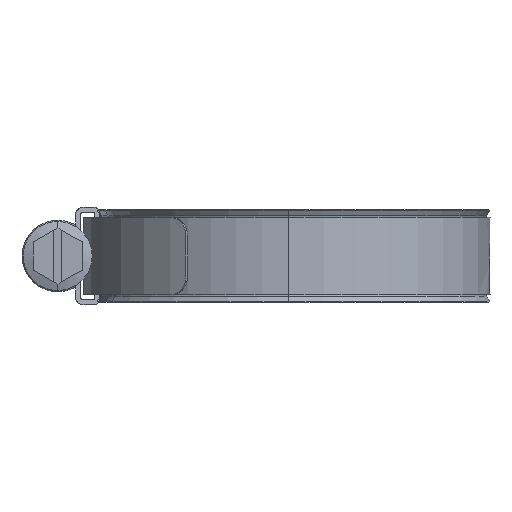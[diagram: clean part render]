
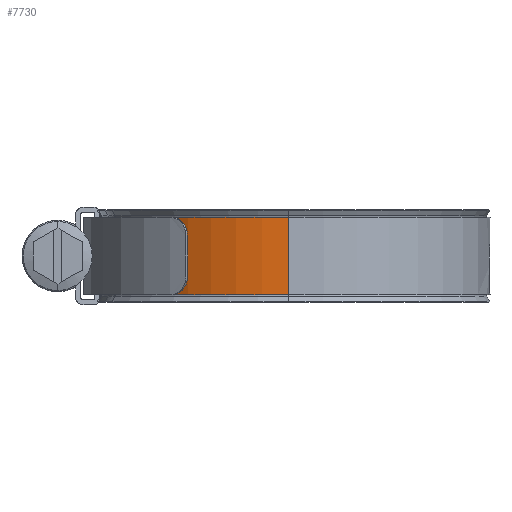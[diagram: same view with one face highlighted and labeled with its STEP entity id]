
A CAD part, left-side view. The second image highlights one B-rep face of the part: STEP entity #7730.
In plain terms, the highlighted cylindrical face has radius 33.03 mm (diameter 66.06 mm), a partial arc.
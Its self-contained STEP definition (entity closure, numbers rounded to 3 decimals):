
#510 = EDGE_CURVE ( 'NONE', #3111, #8179, #12331, .T. ) ;
#603 = CARTESIAN_POINT ( 'NONE',  ( -33.03, 0., 6.35 ) ) ;
#721 = CARTESIAN_POINT ( 'NONE',  ( -33.03, 0., 6.35 ) ) ;
#1780 = DIRECTION ( 'NONE',  ( 0., 0., -1. ) ) ;
#1919 = CARTESIAN_POINT ( 'NONE',  ( 0., 33.03, -6.35 ) ) ;
#2321 = CARTESIAN_POINT ( 'NONE',  ( 0., 0., -6.35 ) ) ;
#2840 = VECTOR ( 'NONE', #4599, 1000. ) ;
#2946 = DIRECTION ( 'NONE',  ( 0., 0., -1. ) ) ;
#3111 = VERTEX_POINT ( 'NONE', #721 ) ;
#3335 = AXIS2_PLACEMENT_3D ( 'NONE', #12512, #2946, #7191 ) ;
#3628 = LINE ( 'NONE', #9046, #2840 ) ;
#4413 = DIRECTION ( 'NONE',  ( 0., 0., 1. ) ) ;
#4599 = DIRECTION ( 'NONE',  ( 0., 0., -1. ) ) ;
#4610 = DIRECTION ( 'NONE',  ( 1., 0., 0. ) ) ;
#5014 = VERTEX_POINT ( 'NONE', #11229 ) ;
#5027 = FACE_OUTER_BOUND ( 'NONE', #6893, .T. ) ;
#5450 = DIRECTION ( 'NONE',  ( 0., 0., 1. ) ) ;
#5640 = ORIENTED_EDGE ( 'NONE', *, *, #9067, .F. ) ;
#5664 = EDGE_CURVE ( 'NONE', #8667, #8179, #5767, .T. ) ;
#5767 = CIRCLE ( 'NONE', #7559, 33.03 ) ;
#6420 = CARTESIAN_POINT ( 'NONE',  ( 0., 0., 6.35 ) ) ;
#6893 = EDGE_LOOP ( 'NONE', ( #9375, #5640, #12587, #12208 ) ) ;
#7191 = DIRECTION ( 'NONE',  ( -1., 0., 0. ) ) ;
#7214 = VECTOR ( 'NONE', #1780, 1000. ) ;
#7252 = CYLINDRICAL_SURFACE ( 'NONE', #3335, 33.03 ) ;
#7559 = AXIS2_PLACEMENT_3D ( 'NONE', #2321, #4413, #4610 ) ;
#7730 = ADVANCED_FACE ( 'NONE', ( #5027 ), #7252, .T. ) ;
#8017 = CARTESIAN_POINT ( 'NONE',  ( -33.03, 0., -6.35 ) ) ;
#8179 = VERTEX_POINT ( 'NONE', #8017 ) ;
#8667 = VERTEX_POINT ( 'NONE', #1919 ) ;
#9046 = CARTESIAN_POINT ( 'NONE',  ( 0., 33.03, 6.35 ) ) ;
#9067 = EDGE_CURVE ( 'NONE', #5014, #3111, #11507, .T. ) ;
#9375 = ORIENTED_EDGE ( 'NONE', *, *, #510, .F. ) ;
#10518 = EDGE_CURVE ( 'NONE', #5014, #8667, #3628, .T. ) ;
#11229 = CARTESIAN_POINT ( 'NONE',  ( 0., 33.03, 6.35 ) ) ;
#11507 = CIRCLE ( 'NONE', #12601, 33.03 ) ;
#12208 = ORIENTED_EDGE ( 'NONE', *, *, #5664, .T. ) ;
#12331 = LINE ( 'NONE', #603, #7214 ) ;
#12512 = CARTESIAN_POINT ( 'NONE',  ( 0., 0., 6.35 ) ) ;
#12587 = ORIENTED_EDGE ( 'NONE', *, *, #10518, .T. ) ;
#12601 = AXIS2_PLACEMENT_3D ( 'NONE', #6420, #5450, #12920 ) ;
#12920 = DIRECTION ( 'NONE',  ( 1., 0., 0. ) ) ;
